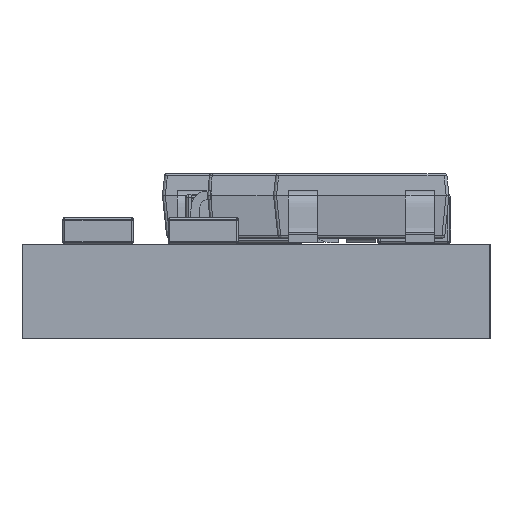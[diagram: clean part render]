
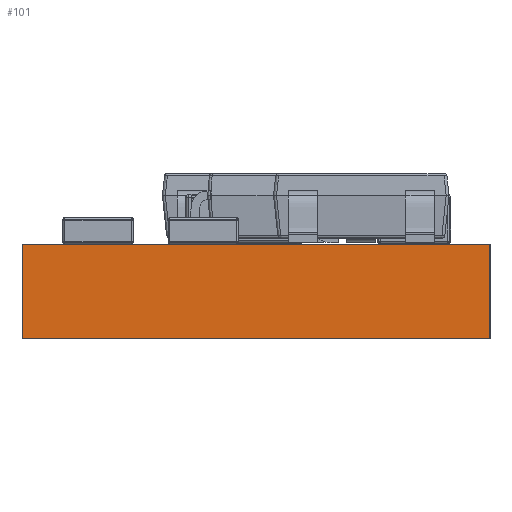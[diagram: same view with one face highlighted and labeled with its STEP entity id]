
A CAD part, left-side view. The second image highlights one B-rep face of the part: STEP entity #101.
In plain terms, the highlighted planar face has unit normal (-1, 0, 0).
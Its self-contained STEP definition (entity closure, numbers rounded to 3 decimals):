
#101 = ADVANCED_FACE('',(#102),#136,.T.);
#102 = FACE_BOUND('',#103,.T.);
#103 = EDGE_LOOP('',(#104,#114,#122,#130));
#104 = ORIENTED_EDGE('',*,*,#105,.T.);
#105 = EDGE_CURVE('',#106,#108,#110,.T.);
#106 = VERTEX_POINT('',#107);
#107 = CARTESIAN_POINT('',(0.,0.,0.));
#108 = VERTEX_POINT('',#109);
#109 = CARTESIAN_POINT('',(0.,0.,1.61));
#110 = LINE('',#111,#112);
#111 = CARTESIAN_POINT('',(0.,0.,0.));
#112 = VECTOR('',#113,1.);
#113 = DIRECTION('',(0.,0.,1.));
#114 = ORIENTED_EDGE('',*,*,#115,.T.);
#115 = EDGE_CURVE('',#108,#116,#118,.T.);
#116 = VERTEX_POINT('',#117);
#117 = CARTESIAN_POINT('',(0.,8.,1.61));
#118 = LINE('',#119,#120);
#119 = CARTESIAN_POINT('',(0.,0.,1.61));
#120 = VECTOR('',#121,1.);
#121 = DIRECTION('',(0.,1.,0.));
#122 = ORIENTED_EDGE('',*,*,#123,.F.);
#123 = EDGE_CURVE('',#124,#116,#126,.T.);
#124 = VERTEX_POINT('',#125);
#125 = CARTESIAN_POINT('',(0.,8.,0.));
#126 = LINE('',#127,#128);
#127 = CARTESIAN_POINT('',(0.,8.,0.));
#128 = VECTOR('',#129,1.);
#129 = DIRECTION('',(0.,0.,1.));
#130 = ORIENTED_EDGE('',*,*,#131,.F.);
#131 = EDGE_CURVE('',#106,#124,#132,.T.);
#132 = LINE('',#133,#134);
#133 = CARTESIAN_POINT('',(0.,0.,0.));
#134 = VECTOR('',#135,1.);
#135 = DIRECTION('',(0.,1.,0.));
#136 = PLANE('',#137);
#137 = AXIS2_PLACEMENT_3D('',#138,#139,#140);
#138 = CARTESIAN_POINT('',(0.,0.,0.));
#139 = DIRECTION('',(-1.,0.,0.));
#140 = DIRECTION('',(0.,1.,0.));
